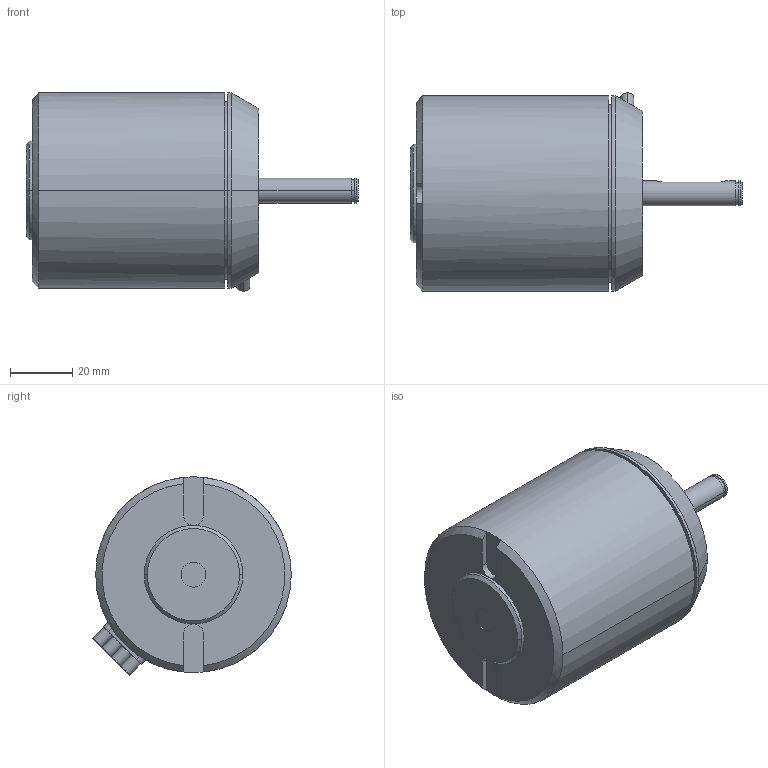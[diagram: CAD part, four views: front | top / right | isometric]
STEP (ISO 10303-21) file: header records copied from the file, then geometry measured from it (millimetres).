
FILE_DESCRIPTION((''),'2;1');
FILE_NAME('6374_BLDC','2020-07-15T15:04:40',('kelvi_000'),(''),'CREO PARAMETRIC BY PTC INC, 2019224','CREO PARAMETRIC BY PTC INC, 2019224','');
FILE_SCHEMA(('CONFIG_CONTROL_DESIGN'));
Length unit declared in the file: inch
Products named in the file (1): 6374_BLDC
Bounding box: 106.93 x 63.94 x 63.85 mm (x, y, z)
Volume: 223921.6 mm3; surface area: 24075.2 mm2
Topology: 1 solids, 1 shells, 102 faces, 219 edges, 142 vertices
Faces by surface type: cylinder 52, plane 40, cone 10
Entity records: 2887 total; most frequent: DIRECTION 535, CARTESIAN_POINT 521, ORIENTED_EDGE 438, AXIS2_PLACEMENT_3D 224, EDGE_CURVE 219, VERTEX_POINT 142, EDGE_LOOP 125, CIRCLE 122
